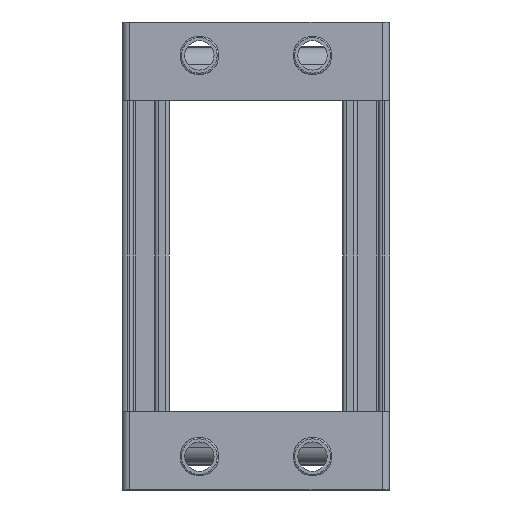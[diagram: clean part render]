
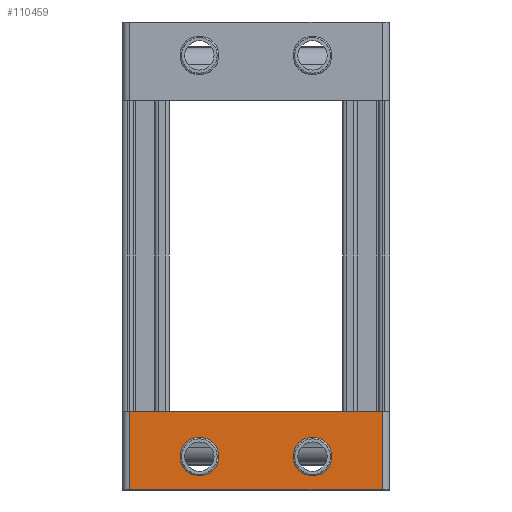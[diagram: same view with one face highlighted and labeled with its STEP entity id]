
A CAD part, left-side view. The second image highlights one B-rep face of the part: STEP entity #110459.
In plain terms, the highlighted planar face has unit normal (-1, 0, 0).
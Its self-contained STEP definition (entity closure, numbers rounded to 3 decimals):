
#2431 = DIRECTION ( 'NONE',  ( 0., 0., 1. ) ) ;
#3809 = LINE ( 'NONE', #57794, #82258 ) ;
#5070 = EDGE_CURVE ( 'NONE', #55865, #83217, #58155, .T. ) ;
#6605 = CARTESIAN_POINT ( 'NONE',  ( -162.222, 84.907, -40.866 ) ) ;
#12356 = EDGE_CURVE ( 'NONE', #41628, #147873, #3809, .T. ) ;
#17630 = CARTESIAN_POINT ( 'NONE',  ( -162.222, 106.907, -40.866 ) ) ;
#18786 = LINE ( 'NONE', #107239, #138755 ) ;
#22257 = AXIS2_PLACEMENT_3D ( 'NONE', #31168, #171397, #59218 ) ;
#22761 = EDGE_CURVE ( 'NONE', #41628, #23632, #18786, .T. ) ;
#23632 = VERTEX_POINT ( 'NONE', #28697 ) ;
#25290 = LINE ( 'NONE', #129731, #103809 ) ;
#28697 = CARTESIAN_POINT ( 'NONE',  ( -162.222, 71.389, -47.366 ) ) ;
#31168 = CARTESIAN_POINT ( 'NONE',  ( -162.222, 84.907, -40.866 ) ) ;
#32180 = LINE ( 'NONE', #108352, #86707 ) ;
#32352 = CARTESIAN_POINT ( 'NONE',  ( -162.222, 106.907, -40.866 ) ) ;
#34830 = CIRCLE ( 'NONE', #70134, 3.75 ) ;
#35422 = CARTESIAN_POINT ( 'NONE',  ( -162.222, 121.924, -130.327 ) ) ;
#37732 = DIRECTION ( 'NONE',  ( 0., -1., 0. ) ) ;
#41628 = VERTEX_POINT ( 'NONE', #166668 ) ;
#42869 = EDGE_LOOP ( 'NONE', ( #122546, #58555 ) ) ;
#44703 = ORIENTED_EDGE ( 'NONE', *, *, #22761, .T. ) ;
#46167 = VERTEX_POINT ( 'NONE', #165672 ) ;
#52877 = DIRECTION ( 'NONE',  ( 0., -1., 0. ) ) ;
#55865 = VERTEX_POINT ( 'NONE', #78621 ) ;
#55941 = FACE_OUTER_BOUND ( 'NONE', #112628, .T. ) ;
#57794 = CARTESIAN_POINT ( 'NONE',  ( -162.222, 120.424, -42.366 ) ) ;
#58155 = CIRCLE ( 'NONE', #22257, 3.75 ) ;
#58531 = EDGE_CURVE ( 'NONE', #46167, #93033, #34830, .T. ) ;
#58555 = ORIENTED_EDGE ( 'NONE', *, *, #177425, .T. ) ;
#59218 = DIRECTION ( 'NONE',  ( 0., 0., 1. ) ) ;
#60224 = DIRECTION ( 'NONE',  ( 0., 0., -1. ) ) ;
#62355 = FACE_BOUND ( 'NONE', #67254, .T. ) ;
#67254 = EDGE_LOOP ( 'NONE', ( #166621, #161452 ) ) ;
#67280 = AXIS2_PLACEMENT_3D ( 'NONE', #17630, #100473, #2431 ) ;
#70134 = AXIS2_PLACEMENT_3D ( 'NONE', #32352, #144564, #156092 ) ;
#73437 = VERTEX_POINT ( 'NONE', #98870 ) ;
#74013 = ORIENTED_EDGE ( 'NONE', *, *, #84231, .F. ) ;
#78621 = CARTESIAN_POINT ( 'NONE',  ( -162.222, 84.907, -37.116 ) ) ;
#82258 = VECTOR ( 'NONE', #141953, 1000. ) ;
#83217 = VERTEX_POINT ( 'NONE', #146092 ) ;
#84231 = EDGE_CURVE ( 'NONE', #73437, #23632, #25290, .T. ) ;
#86707 = VECTOR ( 'NONE', #52877, 1000. ) ;
#86893 = ORIENTED_EDGE ( 'NONE', *, *, #164902, .F. ) ;
#88870 = DIRECTION ( 'NONE',  ( 0., 0., 1. ) ) ;
#90274 = PLANE ( 'NONE',  #160199 ) ;
#92677 = DIRECTION ( 'NONE',  ( 0., 0., 1. ) ) ;
#93033 = VERTEX_POINT ( 'NONE', #93304 ) ;
#93304 = CARTESIAN_POINT ( 'NONE',  ( -162.222, 106.907, -44.616 ) ) ;
#98870 = CARTESIAN_POINT ( 'NONE',  ( -162.222, 71.389, -32.166 ) ) ;
#100047 = EDGE_CURVE ( 'NONE', #83217, #55865, #122147, .T. ) ;
#100473 = DIRECTION ( 'NONE',  ( 1., 0., 0. ) ) ;
#101015 = CIRCLE ( 'NONE', #67280, 3.75 ) ;
#103809 = VECTOR ( 'NONE', #60224, 1000. ) ;
#107239 = CARTESIAN_POINT ( 'NONE',  ( -162.222, 121.924, -47.366 ) ) ;
#108352 = CARTESIAN_POINT ( 'NONE',  ( -162.222, 95.914, -32.166 ) ) ;
#110459 = ADVANCED_FACE ( 'NONE', ( #55941, #62355, #116956 ), #90274, .T. ) ;
#112628 = EDGE_LOOP ( 'NONE', ( #86893, #144151, #44703, #74013 ) ) ;
#116956 = FACE_BOUND ( 'NONE', #42869, .T. ) ;
#122147 = CIRCLE ( 'NONE', #178946, 3.75 ) ;
#122546 = ORIENTED_EDGE ( 'NONE', *, *, #58531, .T. ) ;
#129731 = CARTESIAN_POINT ( 'NONE',  ( -162.222, 71.389, -130.327 ) ) ;
#138755 = VECTOR ( 'NONE', #37732, 1000. ) ;
#141953 = DIRECTION ( 'NONE',  ( 0., 0., 1. ) ) ;
#144151 = ORIENTED_EDGE ( 'NONE', *, *, #12356, .F. ) ;
#144564 = DIRECTION ( 'NONE',  ( 1., 0., 0. ) ) ;
#146092 = CARTESIAN_POINT ( 'NONE',  ( -162.222, 84.907, -44.616 ) ) ;
#146789 = DIRECTION ( 'NONE',  ( 1., 0., 0. ) ) ;
#147873 = VERTEX_POINT ( 'NONE', #177072 ) ;
#156092 = DIRECTION ( 'NONE',  ( 0., 0., 1. ) ) ;
#160199 = AXIS2_PLACEMENT_3D ( 'NONE', #35422, #175035, #92677 ) ;
#161452 = ORIENTED_EDGE ( 'NONE', *, *, #100047, .T. ) ;
#164902 = EDGE_CURVE ( 'NONE', #147873, #73437, #32180, .T. ) ;
#165672 = CARTESIAN_POINT ( 'NONE',  ( -162.222, 106.907, -37.116 ) ) ;
#166621 = ORIENTED_EDGE ( 'NONE', *, *, #5070, .T. ) ;
#166668 = CARTESIAN_POINT ( 'NONE',  ( -162.222, 120.424, -47.366 ) ) ;
#171397 = DIRECTION ( 'NONE',  ( 1., 0., 0. ) ) ;
#175035 = DIRECTION ( 'NONE',  ( -1., 0., 0. ) ) ;
#177072 = CARTESIAN_POINT ( 'NONE',  ( -162.222, 120.424, -32.166 ) ) ;
#177425 = EDGE_CURVE ( 'NONE', #93033, #46167, #101015, .T. ) ;
#178946 = AXIS2_PLACEMENT_3D ( 'NONE', #6605, #146789, #88870 ) ;
